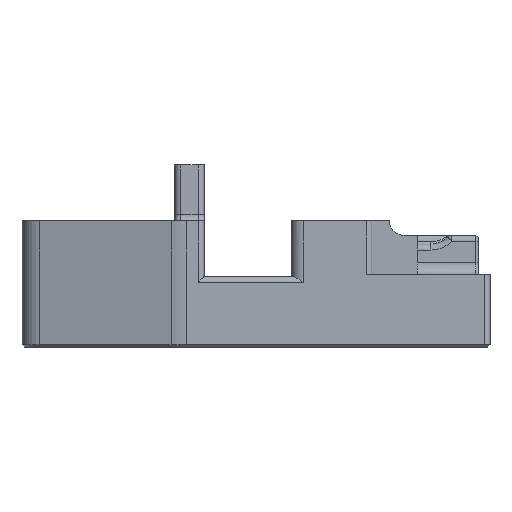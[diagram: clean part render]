
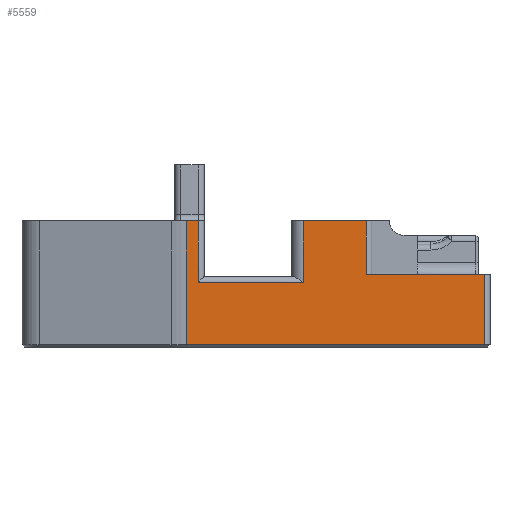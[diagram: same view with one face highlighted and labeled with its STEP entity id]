
A CAD part, left-side view. The second image highlights one B-rep face of the part: STEP entity #5559.
In plain terms, the highlighted planar face has unit normal (-1, 0, 0).
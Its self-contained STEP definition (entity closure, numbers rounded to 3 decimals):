
#234=PLANE('',#5984);
#459=FACE_OUTER_BOUND('',#803,.T.);
#803=EDGE_LOOP('',(#4316,#4317,#4318,#4319,#4320,#4321,#4322,#4323,#4324,
#4325));
#1268=LINE('',#8781,#1860);
#1276=LINE('',#8823,#1868);
#1277=LINE('',#8825,#1869);
#1278=LINE('',#8828,#1870);
#1279=LINE('',#8830,#1871);
#1280=LINE('',#8832,#1872);
#1281=LINE('',#8834,#1873);
#1282=LINE('',#8836,#1874);
#1283=LINE('',#8838,#1875);
#1284=LINE('',#8839,#1876);
#1860=VECTOR('',#6884,10.);
#1868=VECTOR('',#6920,10.);
#1869=VECTOR('',#6923,10.);
#1870=VECTOR('',#6926,10.);
#1871=VECTOR('',#6927,10.);
#1872=VECTOR('',#6928,1.);
#1873=VECTOR('',#6929,10.);
#1874=VECTOR('',#6930,10.);
#1875=VECTOR('',#6931,10.);
#1876=VECTOR('',#6932,10.);
#2668=VERTEX_POINT('',#8778);
#2669=VERTEX_POINT('',#8780);
#2678=VERTEX_POINT('',#8810);
#2679=VERTEX_POINT('',#8821);
#2680=VERTEX_POINT('',#8827);
#2681=VERTEX_POINT('',#8829);
#2682=VERTEX_POINT('',#8831);
#2683=VERTEX_POINT('',#8833);
#2684=VERTEX_POINT('',#8835);
#2685=VERTEX_POINT('',#8837);
#3262=EDGE_CURVE('',#2668,#2669,#1268,.T.);
#3279=EDGE_CURVE('',#2679,#2678,#1276,.T.);
#3280=EDGE_CURVE('',#2669,#2679,#1277,.T.);
#3281=EDGE_CURVE('',#2680,#2668,#1278,.T.);
#3282=EDGE_CURVE('',#2681,#2680,#1279,.T.);
#3283=EDGE_CURVE('',#2682,#2681,#1280,.T.);
#3284=EDGE_CURVE('',#2683,#2682,#1281,.F.);
#3285=EDGE_CURVE('',#2684,#2683,#1282,.T.);
#3286=EDGE_CURVE('',#2684,#2685,#1283,.T.);
#3287=EDGE_CURVE('',#2678,#2685,#1284,.T.);
#4316=ORIENTED_EDGE('',*,*,#3280,.F.);
#4317=ORIENTED_EDGE('',*,*,#3262,.F.);
#4318=ORIENTED_EDGE('',*,*,#3281,.F.);
#4319=ORIENTED_EDGE('',*,*,#3282,.F.);
#4320=ORIENTED_EDGE('',*,*,#3283,.F.);
#4321=ORIENTED_EDGE('',*,*,#3284,.F.);
#4322=ORIENTED_EDGE('',*,*,#3285,.F.);
#4323=ORIENTED_EDGE('',*,*,#3286,.T.);
#4324=ORIENTED_EDGE('',*,*,#3287,.F.);
#4325=ORIENTED_EDGE('',*,*,#3279,.F.);
#5559=ADVANCED_FACE('',(#459),#234,.F.);
#5984=AXIS2_PLACEMENT_3D('',#8826,#6924,#6925);
#6884=DIRECTION('',(0.,-1.,0.));
#6920=DIRECTION('',(0.,-1.,0.));
#6923=DIRECTION('',(0.,0.,-1.));
#6924=DIRECTION('center_axis',(1.,0.,0.));
#6925=DIRECTION('ref_axis',(0.,-1.,0.));
#6926=DIRECTION('',(0.,0.,1.));
#6927=DIRECTION('',(0.,1.,0.));
#6928=DIRECTION('',(0.,0.,-1.));
#6929=DIRECTION('',(0.,1.,0.));
#6930=DIRECTION('',(0.,0.,-1.));
#6931=DIRECTION('',(0.,1.,0.));
#6932=DIRECTION('',(0.,0.,1.));
#8778=CARTESIAN_POINT('',(-34.376,21.948,21.6));
#8780=CARTESIAN_POINT('',(-34.376,19.884,21.6));
#8781=CARTESIAN_POINT('',(-34.376,21.948,21.6));
#8810=CARTESIAN_POINT('',(-34.376,1.92,11.05));
#8821=CARTESIAN_POINT('',(-34.376,19.884,11.05));
#8823=CARTESIAN_POINT('',(-34.376,-4.521,11.05));
#8825=CARTESIAN_POINT('',(-34.376,19.884,16.825));
#8826=CARTESIAN_POINT('Origin',(-34.376,-13.421,21.6));
#8827=CARTESIAN_POINT('',(-34.376,21.948,0.4));
#8828=CARTESIAN_POINT('',(-34.376,21.948,12.05));
#8829=CARTESIAN_POINT('',(-34.376,-29.021,0.4));
#8830=CARTESIAN_POINT('',(-34.376,-9.921,0.4));
#8831=CARTESIAN_POINT('',(-34.376,-29.021,12.4));
#8832=CARTESIAN_POINT('',(-34.376,-29.021,21.6));
#8833=CARTESIAN_POINT('',(-34.376,-8.821,12.4));
#8834=CARTESIAN_POINT('',(-34.376,-16.421,12.4));
#8835=CARTESIAN_POINT('',(-34.376,-8.821,21.6));
#8836=CARTESIAN_POINT('',(-34.376,-8.821,17.224));
#8837=CARTESIAN_POINT('',(-34.376,1.92,21.6));
#8838=CARTESIAN_POINT('',(-34.376,-9.535,21.6));
#8839=CARTESIAN_POINT('',(-34.376,1.92,11.));
